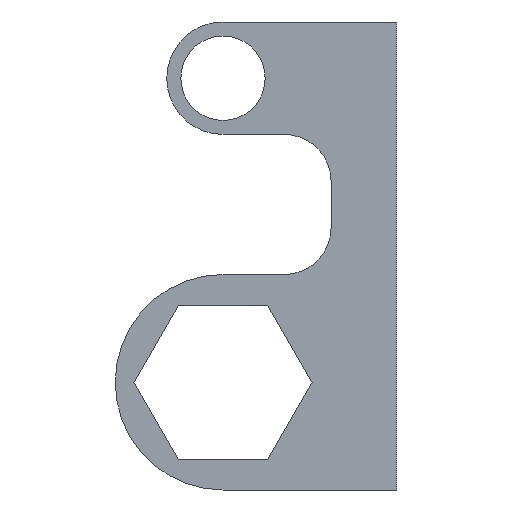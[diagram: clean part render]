
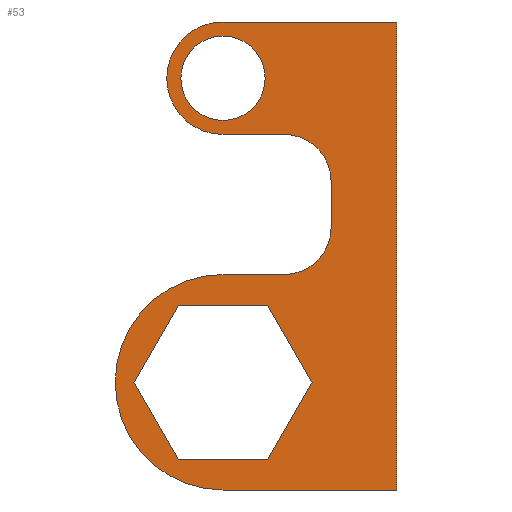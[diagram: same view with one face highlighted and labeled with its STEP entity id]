
A CAD part, front view. The second image highlights one B-rep face of the part: STEP entity #53.
In plain terms, the highlighted planar face has unit normal (0, -1, 0).
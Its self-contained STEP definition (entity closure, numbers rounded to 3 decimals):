
#53=ADVANCED_FACE('',(#224,#226,#228),#230,.F.);
#224=FACE_BOUND('',#225,.T.);
#225=EDGE_LOOP('',(#367,#368,#369,#370,#371,#372,#373,#374,#375,#376));
#226=FACE_BOUND('',#227,.T.);
#227=EDGE_LOOP('',(#377,#378,#379,#380,#381,#382));
#228=FACE_BOUND('',#229,.T.);
#229=EDGE_LOOP('',(#383));
#230=PLANE('',#231);
#231=AXIS2_PLACEMENT_3D('',#232,#233,#234);
#232=CARTESIAN_POINT('',(0.,0.,0.));
#233=DIRECTION('',(0.,1.,0.));
#234=DIRECTION('',(-1.,0.,0.));
#367=ORIENTED_EDGE('',*,*,#467,.F.);
#368=ORIENTED_EDGE('',*,*,#468,.F.);
#369=ORIENTED_EDGE('',*,*,#469,.F.);
#370=ORIENTED_EDGE('',*,*,#470,.F.);
#371=ORIENTED_EDGE('',*,*,#471,.F.);
#372=ORIENTED_EDGE('',*,*,#472,.F.);
#373=ORIENTED_EDGE('',*,*,#473,.F.);
#374=ORIENTED_EDGE('',*,*,#474,.F.);
#375=ORIENTED_EDGE('',*,*,#475,.F.);
#376=ORIENTED_EDGE('',*,*,#476,.F.);
#377=ORIENTED_EDGE('',*,*,#477,.T.);
#378=ORIENTED_EDGE('',*,*,#478,.T.);
#379=ORIENTED_EDGE('',*,*,#479,.T.);
#380=ORIENTED_EDGE('',*,*,#480,.T.);
#381=ORIENTED_EDGE('',*,*,#481,.T.);
#382=ORIENTED_EDGE('',*,*,#482,.T.);
#383=ORIENTED_EDGE('',*,*,#483,.T.);
#467=EDGE_CURVE('',#517,#518,#519,.T.);
#468=EDGE_CURVE('',#520,#517,#521,.T.);
#469=EDGE_CURVE('',#522,#520,#523,.T.);
#470=EDGE_CURVE('',#524,#522,#525,.T.);
#471=EDGE_CURVE('',#526,#524,#527,.T.);
#472=EDGE_CURVE('',#528,#526,#529,.T.);
#473=EDGE_CURVE('',#530,#528,#531,.T.);
#474=EDGE_CURVE('',#532,#530,#533,.T.);
#475=EDGE_CURVE('',#534,#532,#535,.T.);
#476=EDGE_CURVE('',#518,#534,#536,.T.);
#477=EDGE_CURVE('',#537,#538,#539,.T.);
#478=EDGE_CURVE('',#538,#540,#541,.T.);
#479=EDGE_CURVE('',#540,#542,#543,.T.);
#480=EDGE_CURVE('',#542,#544,#545,.T.);
#481=EDGE_CURVE('',#544,#546,#547,.T.);
#482=EDGE_CURVE('',#546,#537,#548,.T.);
#483=EDGE_CURVE('',#549,#549,#550,.T.);
#517=VERTEX_POINT('',#601);
#518=VERTEX_POINT('',#602);
#519=CIRCLE('',#603,5.);
#520=VERTEX_POINT('',#607);
#521=LINE('',#608,#609);
#522=VERTEX_POINT('',#611);
#523=CIRCLE('',#612,5.);
#524=VERTEX_POINT('',#616);
#525=LINE('',#617,#618);
#526=VERTEX_POINT('',#620);
#527=CIRCLE('',#621,11.5);
#528=VERTEX_POINT('',#625);
#529=LINE('',#626,#627);
#530=VERTEX_POINT('',#629);
#531=LINE('',#630,#631);
#532=VERTEX_POINT('',#633);
#533=LINE('',#634,#635);
#534=VERTEX_POINT('',#637);
#535=CIRCLE('',#638,6.);
#536=LINE('',#642,#643);
#537=VERTEX_POINT('',#645);
#538=VERTEX_POINT('',#646);
#539=LINE('',#647,#648);
#540=VERTEX_POINT('',#650);
#541=LINE('',#651,#652);
#542=VERTEX_POINT('',#654);
#543=LINE('',#655,#656);
#544=VERTEX_POINT('',#658);
#545=LINE('',#659,#660);
#546=VERTEX_POINT('',#662);
#547=LINE('',#663,#664);
#548=LINE('',#666,#667);
#549=VERTEX_POINT('',#669);
#550=CIRCLE('',#670,4.5);
#601=CARTESIAN_POINT('',(11.543,0.,21.441));
#602=CARTESIAN_POINT('',(6.543,0.,26.441));
#603=AXIS2_PLACEMENT_3D('',#604,#605,#606);
#604=CARTESIAN_POINT('',(6.543,0.,21.441));
#605=DIRECTION('',(0.,-1.,0.));
#606=DIRECTION('',(1.,0.,0.));
#607=CARTESIAN_POINT('',(11.543,0.,16.5));
#608=CARTESIAN_POINT('',(11.543,0.,16.5));
#609=VECTOR('',#610,1.);
#610=DIRECTION('',(0.,0.,1.));
#611=CARTESIAN_POINT('',(6.543,0.,11.5));
#612=AXIS2_PLACEMENT_3D('',#613,#614,#615);
#613=CARTESIAN_POINT('',(6.543,0.,16.5));
#614=DIRECTION('',(0.,-1.,0.));
#615=DIRECTION('',(0.,0.,-1.));
#616=CARTESIAN_POINT('',(0.,0.,11.5));
#617=CARTESIAN_POINT('',(0.,0.,11.5));
#618=VECTOR('',#619,1.);
#619=DIRECTION('',(1.,0.,0.));
#620=CARTESIAN_POINT('',(0.,0.,-11.5));
#621=AXIS2_PLACEMENT_3D('',#622,#623,#624);
#622=CARTESIAN_POINT('',(0.,0.,0.));
#623=DIRECTION('',(0.,1.,0.));
#624=DIRECTION('',(0.,0.,-1.));
#625=CARTESIAN_POINT('',(18.543,0.,-11.5));
#626=CARTESIAN_POINT('',(18.543,0.,-11.5));
#627=VECTOR('',#628,1.);
#628=DIRECTION('',(-1.,0.,0.));
#629=CARTESIAN_POINT('',(18.543,0.,38.441));
#630=CARTESIAN_POINT('',(18.543,0.,38.441));
#631=VECTOR('',#632,1.);
#632=DIRECTION('',(0.,0.,-1.));
#633=CARTESIAN_POINT('',(0.,0.,38.441));
#634=CARTESIAN_POINT('',(0.,0.,38.441));
#635=VECTOR('',#636,1.);
#636=DIRECTION('',(1.,0.,0.));
#637=CARTESIAN_POINT('',(0.,0.,26.441));
#638=AXIS2_PLACEMENT_3D('',#639,#640,#641);
#639=CARTESIAN_POINT('',(0.,0.,32.441));
#640=DIRECTION('',(0.,1.,0.));
#641=DIRECTION('',(0.,0.,-1.));
#642=CARTESIAN_POINT('',(6.543,0.,26.441));
#643=VECTOR('',#644,1.);
#644=DIRECTION('',(-1.,0.,0.));
#645=CARTESIAN_POINT('',(-4.75,0.,8.227));
#646=CARTESIAN_POINT('',(4.75,0.,8.227));
#647=CARTESIAN_POINT('',(-4.75,0.,8.227));
#648=VECTOR('',#649,1.);
#649=DIRECTION('',(1.,0.,0.));
#650=CARTESIAN_POINT('',(9.5,0.,0.));
#651=CARTESIAN_POINT('',(4.75,0.,8.227));
#652=VECTOR('',#653,1.);
#653=DIRECTION('',(0.5,0.,-0.866));
#654=CARTESIAN_POINT('',(4.75,0.,-8.227));
#655=CARTESIAN_POINT('',(9.5,0.,0.));
#656=VECTOR('',#657,1.);
#657=DIRECTION('',(-0.5,0.,-0.866));
#658=CARTESIAN_POINT('',(-4.75,0.,-8.227));
#659=CARTESIAN_POINT('',(4.75,0.,-8.227));
#660=VECTOR('',#661,1.);
#661=DIRECTION('',(-1.,0.,0.));
#662=CARTESIAN_POINT('',(-9.5,0.,0.));
#663=CARTESIAN_POINT('',(-4.75,0.,-8.227));
#664=VECTOR('',#665,1.);
#665=DIRECTION('',(-0.5,0.,0.866));
#666=CARTESIAN_POINT('',(-9.5,0.,0.));
#667=VECTOR('',#668,1.);
#668=DIRECTION('',(0.5,0.,0.866));
#669=CARTESIAN_POINT('',(-4.5,0.,32.441));
#670=AXIS2_PLACEMENT_3D('',#671,#672,#673);
#671=CARTESIAN_POINT('',(0.,0.,32.441));
#672=DIRECTION('',(0.,1.,0.));
#673=DIRECTION('',(-1.,0.,0.));
